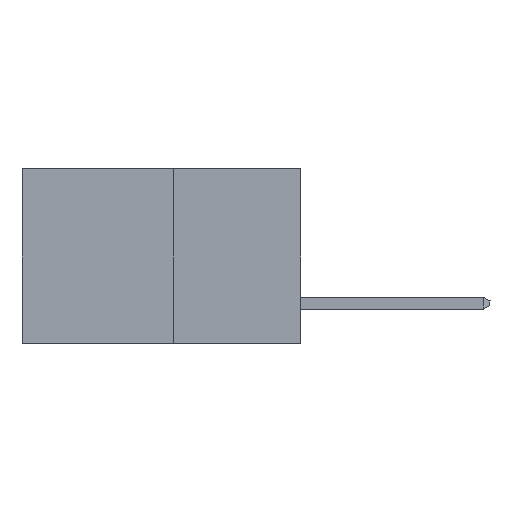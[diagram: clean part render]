
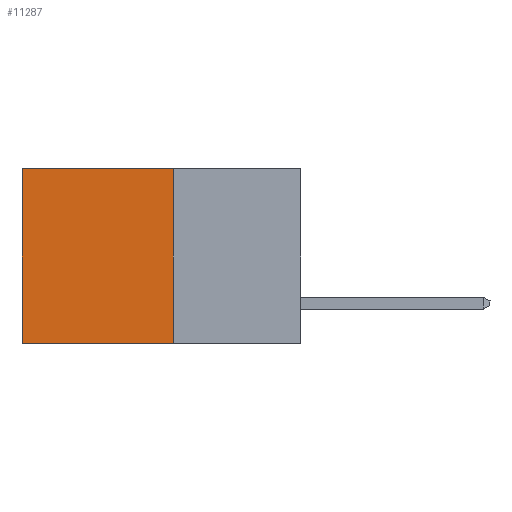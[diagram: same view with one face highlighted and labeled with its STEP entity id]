
A CAD part, left-side view. The second image highlights one B-rep face of the part: STEP entity #11287.
In plain terms, the highlighted planar face has unit normal (-1, 0, 0).
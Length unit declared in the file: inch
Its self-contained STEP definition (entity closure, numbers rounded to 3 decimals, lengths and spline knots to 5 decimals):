
#357 = LINE ( 'NONE', #12552, #1185 ) ;
#596 = DIRECTION ( 'NONE',  ( 0., 1., 0. ) ) ;
#932 = FACE_OUTER_BOUND ( 'NONE', #11227, .T. ) ;
#1185 = VECTOR ( 'NONE', #13735, 39.37008 ) ;
#1203 = DIRECTION ( 'NONE',  ( 0., 0., -1. ) ) ;
#1305 = DIRECTION ( 'NONE',  ( 0., 1., 0. ) ) ;
#1321 = CARTESIAN_POINT ( 'NONE',  ( 0.277, 0.27, 0. ) ) ;
#1911 = VERTEX_POINT ( 'NONE', #9323 ) ;
#2085 = ORIENTED_EDGE ( 'NONE', *, *, #9401, .T. ) ;
#2844 = CARTESIAN_POINT ( 'NONE',  ( 0.277, 0.59, -0.37 ) ) ;
#2876 = VERTEX_POINT ( 'NONE', #10126 ) ;
#3050 = DIRECTION ( 'NONE',  ( 0., 0., -1. ) ) ;
#3080 = CARTESIAN_POINT ( 'NONE',  ( 0.277, 0.27, -0.37 ) ) ;
#3140 = EDGE_CURVE ( 'NONE', #9193, #1911, #12827, .T. ) ;
#3358 = VECTOR ( 'NONE', #1305, 39.37008 ) ;
#3722 = EDGE_CURVE ( 'NONE', #9193, #2876, #13711, .T. ) ;
#5338 = LINE ( 'NONE', #8865, #7993 ) ;
#5658 = ORIENTED_EDGE ( 'NONE', *, *, #3722, .F. ) ;
#5761 = AXIS2_PLACEMENT_3D ( 'NONE', #14990, #8259, #1203 ) ;
#7708 = VECTOR ( 'NONE', #3050, 39.37008 ) ;
#7993 = VECTOR ( 'NONE', #596, 39.37008 ) ;
#8259 = DIRECTION ( 'NONE',  ( 1., 0., 0. ) ) ;
#8295 = ORIENTED_EDGE ( 'NONE', *, *, #10369, .F. ) ;
#8865 = CARTESIAN_POINT ( 'NONE',  ( 0.277, 0.27, -0.37 ) ) ;
#9193 = VERTEX_POINT ( 'NONE', #13402 ) ;
#9323 = CARTESIAN_POINT ( 'NONE',  ( 0.277, 0.59, 0. ) ) ;
#9401 = EDGE_CURVE ( 'NONE', #1911, #13574, #357, .T. ) ;
#10126 = CARTESIAN_POINT ( 'NONE',  ( 0.277, 0.27, -0.37 ) ) ;
#10369 = EDGE_CURVE ( 'NONE', #2876, #13574, #5338, .T. ) ;
#11227 = EDGE_LOOP ( 'NONE', ( #2085, #8295, #5658, #14642 ) ) ;
#11287 = ADVANCED_FACE ( 'NONE', ( #932 ), #13882, .F. ) ;
#12552 = CARTESIAN_POINT ( 'NONE',  ( 0.277, 0.59, -0.37 ) ) ;
#12827 = LINE ( 'NONE', #1321, #3358 ) ;
#13402 = CARTESIAN_POINT ( 'NONE',  ( 0.277, 0.27, 0. ) ) ;
#13574 = VERTEX_POINT ( 'NONE', #2844 ) ;
#13711 = LINE ( 'NONE', #3080, #7708 ) ;
#13735 = DIRECTION ( 'NONE',  ( 0., 0., -1. ) ) ;
#13882 = PLANE ( 'NONE',  #5761 ) ;
#14642 = ORIENTED_EDGE ( 'NONE', *, *, #3140, .T. ) ;
#14990 = CARTESIAN_POINT ( 'NONE',  ( 0.277, 0.27, -0.37 ) ) ;
